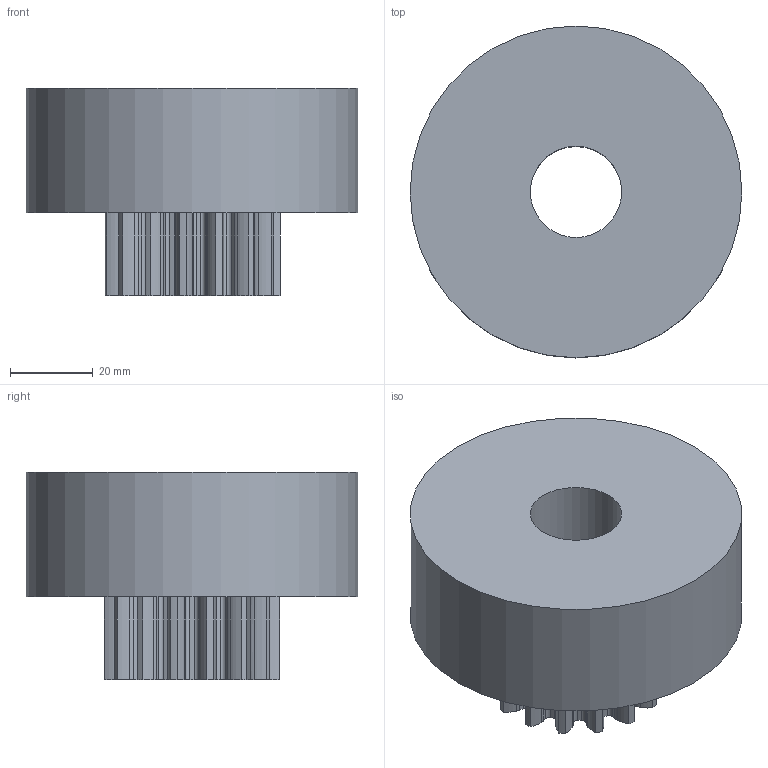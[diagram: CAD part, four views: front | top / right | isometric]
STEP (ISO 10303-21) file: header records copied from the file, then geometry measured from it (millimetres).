
FILE_DESCRIPTION(('FreeCAD Model'),'2;1');
FILE_NAME('wheel.step', '2019-01-25T14:13:00',('Author'),(''), 'Open CASCADE STEP processor 7.2','FreeCAD','Unknown');
FILE_SCHEMA(('AUTOMOTIVE_DESIGN { 1 0 10303 214 1 1 1 1 }'));
Length unit declared in the file: millimetre
Products named in the file (1): Fusion
Bounding box: 80 x 80 x 50 mm (x, y, z)
Volume: 153218.2 mm3; surface area: 24997.6 mm2
Topology: 1 solids, 1 shells, 156 faces, 458 edges, 305 vertices
Faces by surface type: cylinder 63, extrusion 60, plane 33
Full cylindrical faces by diameter (mm): 22 x2, 80 x1
Entity records: 12860 total; most frequent: CARTESIAN_POINT 3097, DIRECTION 1452, VECTOR 944, ORIENTED_EDGE 916, PCURVE 916, DEFINITIONAL_REPRESENTATION 916, LINE 884, EDGE_CURVE 458
